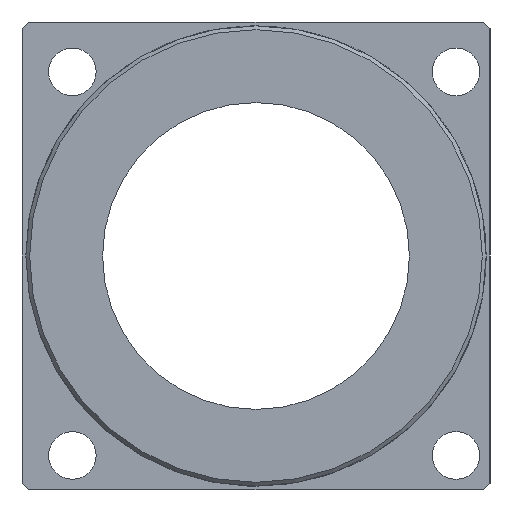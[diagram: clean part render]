
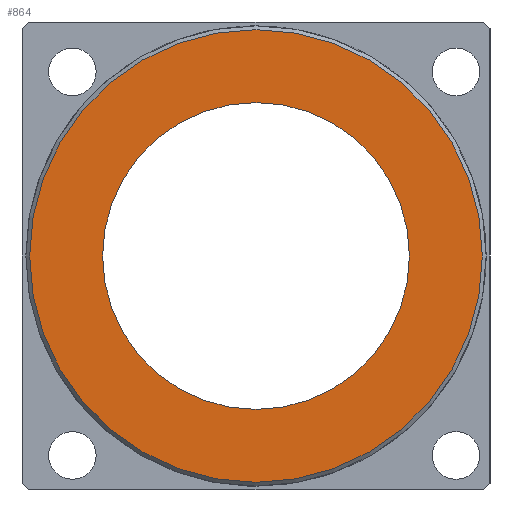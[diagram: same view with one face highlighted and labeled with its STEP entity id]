
A CAD part, left-side view. The second image highlights one B-rep face of the part: STEP entity #864.
In plain terms, the highlighted planar face has unit normal (-1, 0, 0).
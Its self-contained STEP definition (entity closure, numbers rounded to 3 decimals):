
#169=PLANE($,#918);
#192=FACE_BOUND($,#279,.T.);
#193=FACE_BOUND($,#280,.T.);
#279=EDGE_LOOP($,(#620));
#280=EDGE_LOOP($,(#621));
#363=CIRCLE($,#916,29.5);
#365=CIRCLE($,#919,20.);
#408=VERTEX_POINT($,#1257);
#410=VERTEX_POINT($,#1262);
#497=EDGE_CURVE($,#408,#408,#363,.T.);
#499=EDGE_CURVE($,#410,#410,#365,.T.);
#620=ORIENTED_EDGE($,*,*,#499,.T.);
#621=ORIENTED_EDGE($,*,*,#497,.F.);
#864=ADVANCED_FACE($,(#192,#193),#169,.T.);
#916=AXIS2_PLACEMENT_3D($,#1258,#1013,#1014);
#918=AXIS2_PLACEMENT_3D($,#1261,#1017,#1018);
#919=AXIS2_PLACEMENT_3D($,#1263,#1019,#1020);
#1013=DIRECTION('center_axis',(1.,0.,0.));
#1014=DIRECTION('ref_axis',(0.,-1.,0.));
#1017=DIRECTION('center_axis',(-1.,0.,0.));
#1018=DIRECTION('ref_axis',(0.,0.,1.));
#1019=DIRECTION('center_axis',(1.,0.,0.));
#1020=DIRECTION('ref_axis',(0.,1.,0.));
#1257=CARTESIAN_POINT('',(0.,29.5,0.));
#1258=CARTESIAN_POINT('Origin',(0.,0.,0.));
#1261=CARTESIAN_POINT('Origin',(0.,25.,0.));
#1262=CARTESIAN_POINT('',(0.,20.,0.));
#1263=CARTESIAN_POINT('Origin',(0.,0.,0.));
